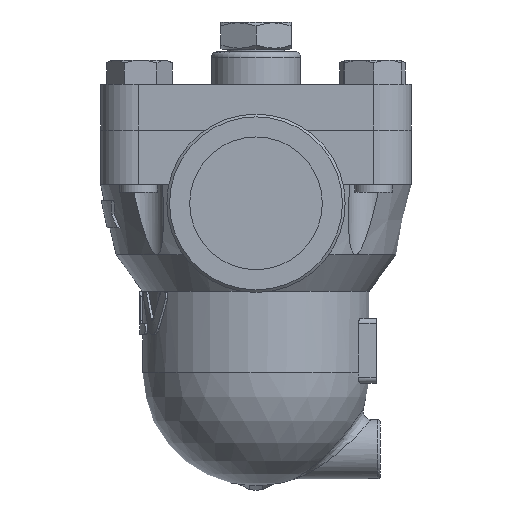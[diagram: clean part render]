
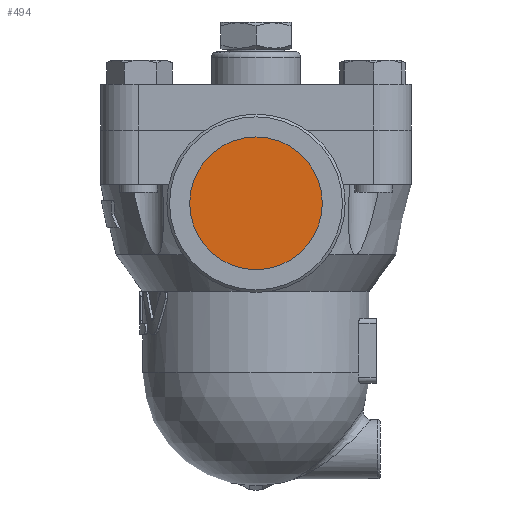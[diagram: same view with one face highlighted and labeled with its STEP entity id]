
A CAD part, left-side view. The second image highlights one B-rep face of the part: STEP entity #494.
In plain terms, the highlighted free-form (B-spline) face has degree [1, 1] with [2, 2] control points.
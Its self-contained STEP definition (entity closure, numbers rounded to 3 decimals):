
#474=CARTESIAN_POINT('',(-99.,0.0,-2.45));
#475=VERTEX_POINT('',#474);
#476=CARTESIAN_POINT('',(-99.0,0.0,-27.));
#477=DIRECTION('',(-1.0,0.0,0.0));
#478=DIRECTION('',(0.0,0.0,1.0));
#479=AXIS2_PLACEMENT_3D('',#476,#477,#478);
#480=CIRCLE('',#479,24.55);
#481=EDGE_CURVE('',#475,#475,#480,.T.);
#486=CARTESIAN_POINT('',(-99.,24.55,-51.55));
#487=CARTESIAN_POINT('',(-99.,24.55,-2.45));
#488=CARTESIAN_POINT('',(-99.,-24.55,-51.55));
#489=CARTESIAN_POINT('',(-99.,-24.55,-2.45));
#490=B_SPLINE_SURFACE_WITH_KNOTS('',1,1,((#486,#488),(#487,#489)),.UNSPECIFIED.,.F.,.F.,.U.,(2,2),(2,2),(0.0,49.1),(0.0,49.1),.UNSPECIFIED.);
#491=ORIENTED_EDGE('',*,*,#481,.T.);
#492=EDGE_LOOP('',(#491));
#493=FACE_OUTER_BOUND('',#492,.T.);
#494=ADVANCED_FACE('',(#493),#490,.F.);
